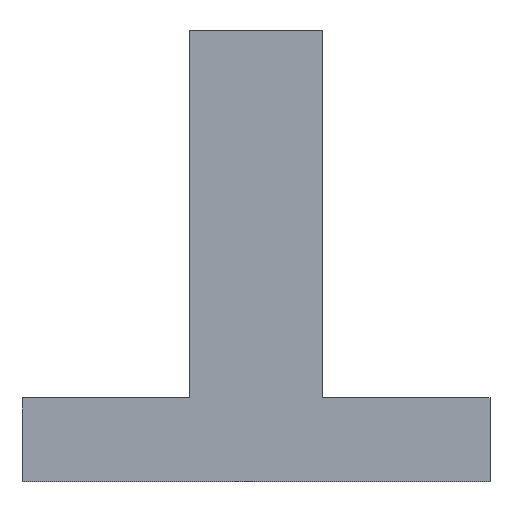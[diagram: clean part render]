
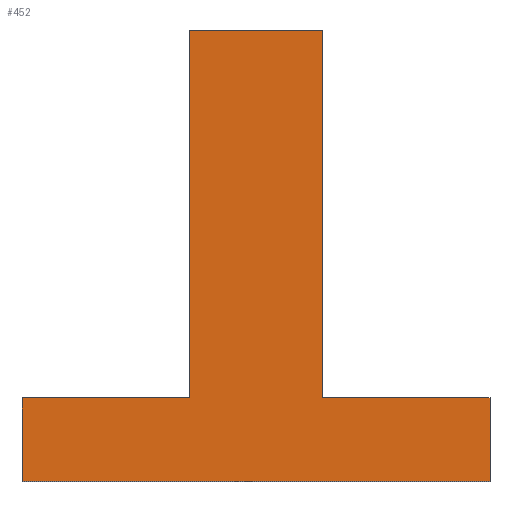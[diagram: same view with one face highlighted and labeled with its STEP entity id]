
A CAD part, top view. The second image highlights one B-rep face of the part: STEP entity #452.
In plain terms, the highlighted planar face has unit normal (0, 0, 1).
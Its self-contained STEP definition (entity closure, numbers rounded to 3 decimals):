
#137=DIRECTION('',(1.,0.,0.));
#138=VECTOR('',#137,28.);
#139=CARTESIAN_POINT('',(0.,0.,10.));
#140=LINE('',#139,#138);
#141=DIRECTION('',(0.,-1.,0.));
#142=VECTOR('',#141,5.);
#143=CARTESIAN_POINT('',(0.,5.,10.));
#144=LINE('',#143,#142);
#145=DIRECTION('',(-1.,0.,0.));
#146=VECTOR('',#145,10.);
#147=CARTESIAN_POINT('',(10.,5.,10.));
#148=LINE('',#147,#146);
#149=DIRECTION('',(0.,-1.,0.));
#150=VECTOR('',#149,22.);
#151=CARTESIAN_POINT('',(10.,27.,10.));
#152=LINE('',#151,#150);
#153=DIRECTION('',(-1.,0.,0.));
#154=VECTOR('',#153,8.);
#155=CARTESIAN_POINT('',(18.,27.,10.));
#156=LINE('',#155,#154);
#157=DIRECTION('',(0.,1.,0.));
#158=VECTOR('',#157,22.);
#159=CARTESIAN_POINT('',(18.,5.,10.));
#160=LINE('',#159,#158);
#161=DIRECTION('',(-1.,0.,0.));
#162=VECTOR('',#161,10.);
#163=CARTESIAN_POINT('',(28.,5.,10.));
#164=LINE('',#163,#162);
#165=DIRECTION('',(0.,1.,0.));
#166=VECTOR('',#165,5.);
#167=CARTESIAN_POINT('',(28.,0.,10.));
#168=LINE('',#167,#166);
#237=CARTESIAN_POINT('',(0.,0.,10.));
#238=CARTESIAN_POINT('',(28.,0.,10.));
#239=VERTEX_POINT('',#237);
#240=VERTEX_POINT('',#238);
#241=CARTESIAN_POINT('',(28.,5.,10.));
#242=VERTEX_POINT('',#241);
#243=CARTESIAN_POINT('',(18.,5.,10.));
#244=VERTEX_POINT('',#243);
#245=CARTESIAN_POINT('',(18.,27.,10.));
#246=VERTEX_POINT('',#245);
#247=CARTESIAN_POINT('',(10.,27.,10.));
#248=VERTEX_POINT('',#247);
#249=CARTESIAN_POINT('',(10.,5.,10.));
#250=VERTEX_POINT('',#249);
#251=CARTESIAN_POINT('',(0.,5.,10.));
#252=VERTEX_POINT('',#251);
#437=CARTESIAN_POINT('',(0.,0.,10.));
#438=DIRECTION('',(0.,0.,1.));
#439=DIRECTION('',(1.,0.,0.));
#440=AXIS2_PLACEMENT_3D('',#437,#438,#439);
#441=PLANE('',#440);
#442=ORIENTED_EDGE('',*,*,#309,.F.);
#443=ORIENTED_EDGE('',*,*,#336,.F.);
#444=ORIENTED_EDGE('',*,*,#350,.F.);
#445=ORIENTED_EDGE('',*,*,#370,.F.);
#446=ORIENTED_EDGE('',*,*,#384,.F.);
#447=ORIENTED_EDGE('',*,*,#398,.F.);
#448=ORIENTED_EDGE('',*,*,#412,.F.);
#449=ORIENTED_EDGE('',*,*,#431,.F.);
#450=EDGE_LOOP('',(#442,#443,#444,#445,#446,#447,#448,#449));
#451=FACE_OUTER_BOUND('',#450,.F.);
#452=ADVANCED_FACE('',(#451),#441,.T.);
#309=EDGE_CURVE('',#239,#240,#140,.T.);
#336=EDGE_CURVE('',#252,#239,#144,.T.);
#350=EDGE_CURVE('',#250,#252,#148,.T.);
#370=EDGE_CURVE('',#248,#250,#152,.T.);
#384=EDGE_CURVE('',#246,#248,#156,.T.);
#398=EDGE_CURVE('',#244,#246,#160,.T.);
#412=EDGE_CURVE('',#242,#244,#164,.T.);
#431=EDGE_CURVE('',#240,#242,#168,.T.);
